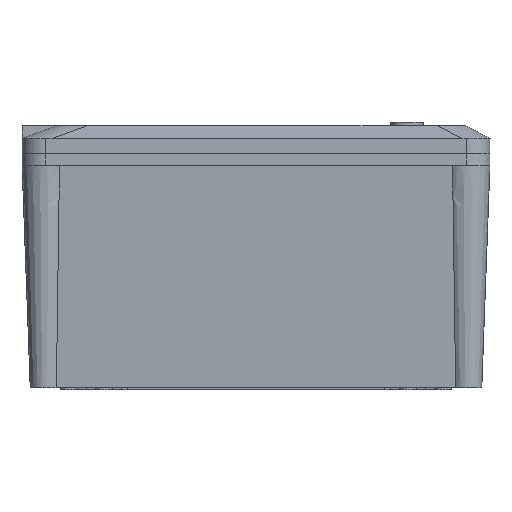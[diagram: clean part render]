
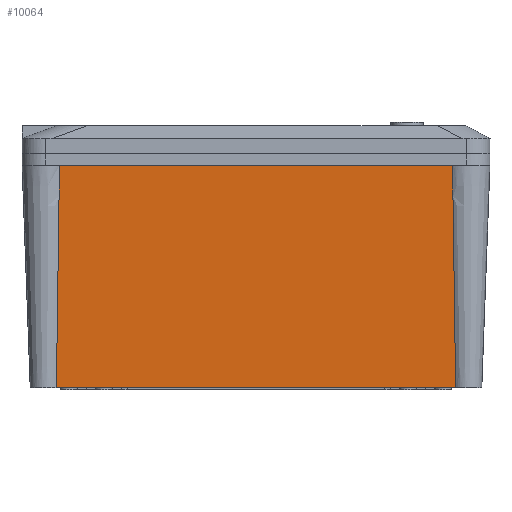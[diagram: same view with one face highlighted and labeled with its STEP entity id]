
A CAD part, front view. The second image highlights one B-rep face of the part: STEP entity #10064.
In plain terms, the highlighted planar face has unit normal (0, -0.999, -0.037).
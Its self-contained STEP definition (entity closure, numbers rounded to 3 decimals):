
#181 = CARTESIAN_POINT ( 'NONE',  ( -209.115, 11., -30. ) ) ;
#755 = CARTESIAN_POINT ( 'NONE',  ( -548.073, 5.002, 133.578 ) ) ;
#773 = CARTESIAN_POINT ( 'NONE',  ( -549.501, 9.001, 24.525 ) ) ;
#961 = VERTEX_POINT ( 'NONE', #1614 ) ;
#1047 = B_SPLINE_CURVE_WITH_KNOTS ( 'NONE', 3,
 ( #755, #1625, #4058, #4921 ),
 .UNSPECIFIED., .F., .F.,
 ( 4, 4 ),
 ( 0., 1. ),
 .UNSPECIFIED. ) ;
#1061 = EDGE_CURVE ( 'NONE', #3126, #4124, #6002, .T. ) ;
#1126 = CARTESIAN_POINT ( 'NONE',  ( -548.072, 5., 133.629 ) ) ;
#1237 = ORIENTED_EDGE ( 'NONE', *, *, #10516, .F. ) ;
#1291 = EDGE_LOOP ( 'NONE', ( #10375, #1237, #6816, #7790, #10198, #9138, #10105 ) ) ;
#1391 = VERTEX_POINT ( 'NONE', #1776 ) ;
#1614 = CARTESIAN_POINT ( 'NONE',  ( -548.072, 5., 133.629 ) ) ;
#1625 = CARTESIAN_POINT ( 'NONE',  ( -548.073, 5.001, 133.595 ) ) ;
#1776 = CARTESIAN_POINT ( 'NONE',  ( -211.724, 4.033, 160. ) ) ;
#1997 = CARTESIAN_POINT ( 'NONE',  ( -547.965, 4.685, 142.209 ) ) ;
#2279 = CARTESIAN_POINT ( 'NONE',  ( -550.354, 11., -30. ) ) ;
#2467 = DIRECTION ( 'NONE',  ( 0., 0.037, -0.999 ) ) ;
#2646 = EDGE_CURVE ( 'NONE', #3126, #9821, #8241, .T. ) ;
#2746 = CARTESIAN_POINT ( 'NONE',  ( -211.396, 5., 133.629 ) ) ;
#2858 = B_SPLINE_CURVE_WITH_KNOTS ( 'NONE', 3,
 ( #1126, #1997, #5306, #8597 ),
 .UNSPECIFIED., .F., .F.,
 ( 4, 4 ),
 ( 0., 1. ),
 .UNSPECIFIED. ) ;
#2890 = CARTESIAN_POINT ( 'NONE',  ( -210.71, 7., 79.085 ) ) ;
#2999 = CARTESIAN_POINT ( 'NONE',  ( -209.968, 9., 24.542 ) ) ;
#3013 = B_SPLINE_CURVE_WITH_KNOTS ( 'NONE', 3,
 ( #9385, #2890, #2999, #6310 ),
 .UNSPECIFIED., .F., .F.,
 ( 4, 4 ),
 ( 0.183, 0.347 ),
 .UNSPECIFIED. ) ;
#3126 = VERTEX_POINT ( 'NONE', #2279 ) ;
#3381 = PLANE ( 'NONE',  #7556 ) ;
#3934 = VECTOR ( 'NONE', #6919, 1000. ) ;
#4058 = CARTESIAN_POINT ( 'NONE',  ( -548.073, 5., 133.612 ) ) ;
#4075 = CARTESIAN_POINT ( 'NONE',  ( -548.073, 5.002, 133.578 ) ) ;
#4104 = LINE ( 'NONE', #8538, #9109 ) ;
#4124 = VERTEX_POINT ( 'NONE', #181 ) ;
#4149 = CARTESIAN_POINT ( 'NONE',  ( -211.396, 5., 133.629 ) ) ;
#4401 = EDGE_CURVE ( 'NONE', #1391, #4634, #4104, .T. ) ;
#4634 = VERTEX_POINT ( 'NONE', #8652 ) ;
#4859 = EDGE_CURVE ( 'NONE', #7999, #1391, #6239, .T. ) ;
#4921 = CARTESIAN_POINT ( 'NONE',  ( -548.072, 5., 133.629 ) ) ;
#4928 = EDGE_CURVE ( 'NONE', #7999, #4124, #3013, .T. ) ;
#5306 = CARTESIAN_POINT ( 'NONE',  ( -547.856, 4.362, 151. ) ) ;
#5841 = CARTESIAN_POINT ( 'NONE',  ( -548.072, 11., -30. ) ) ;
#6002 = LINE ( 'NONE', #9286, #3934 ) ;
#6239 = B_SPLINE_CURVE_WITH_KNOTS ( 'NONE', 3,
 ( #4149, #10137, #7606, #7447 ),
 .UNSPECIFIED., .F., .F.,
 ( 4, 4 ),
 ( 0., 1. ),
 .UNSPECIFIED. ) ;
#6310 = CARTESIAN_POINT ( 'NONE',  ( -209.115, 11., -30. ) ) ;
#6816 = ORIENTED_EDGE ( 'NONE', *, *, #2646, .F. ) ;
#6919 = DIRECTION ( 'NONE',  ( 1., 0., 0. ) ) ;
#7447 = CARTESIAN_POINT ( 'NONE',  ( -211.724, 4.033, 160. ) ) ;
#7556 = AXIS2_PLACEMENT_3D ( 'NONE', #5841, #9133, #2467 ) ;
#7606 = CARTESIAN_POINT ( 'NONE',  ( -211.615, 4.355, 151.21 ) ) ;
#7790 = ORIENTED_EDGE ( 'NONE', *, *, #1061, .T. ) ;
#7999 = VERTEX_POINT ( 'NONE', #2746 ) ;
#8087 = CARTESIAN_POINT ( 'NONE',  ( -548.759, 7.001, 79.051 ) ) ;
#8191 = CARTESIAN_POINT ( 'NONE',  ( -550.354, 11., -30. ) ) ;
#8241 = B_SPLINE_CURVE_WITH_KNOTS ( 'NONE', 3,
 ( #8191, #773, #8087, #4075 ),
 .UNSPECIFIED., .F., .F.,
 ( 4, 4 ),
 ( 0.125, 0.289 ),
 .UNSPECIFIED. ) ;
#8373 = FACE_OUTER_BOUND ( 'NONE', #1291, .T. ) ;
#8538 = CARTESIAN_POINT ( 'NONE',  ( -548.072, 4.033, 160. ) ) ;
#8597 = CARTESIAN_POINT ( 'NONE',  ( -547.745, 4.033, 160. ) ) ;
#8652 = CARTESIAN_POINT ( 'NONE',  ( -547.745, 4.033, 160. ) ) ;
#9019 = CARTESIAN_POINT ( 'NONE',  ( -548.073, 5.002, 133.578 ) ) ;
#9109 = VECTOR ( 'NONE', #9195, 1000. ) ;
#9133 = DIRECTION ( 'NONE',  ( 0., -0.999, -0.037 ) ) ;
#9138 = ORIENTED_EDGE ( 'NONE', *, *, #4859, .T. ) ;
#9195 = DIRECTION ( 'NONE',  ( -1., 0., 0. ) ) ;
#9286 = CARTESIAN_POINT ( 'NONE',  ( -548.072, 11., -30. ) ) ;
#9385 = CARTESIAN_POINT ( 'NONE',  ( -211.396, 5., 133.629 ) ) ;
#9791 = EDGE_CURVE ( 'NONE', #961, #4634, #2858, .T. ) ;
#9821 = VERTEX_POINT ( 'NONE', #9019 ) ;
#10064 = ADVANCED_FACE ( 'NONE', ( #8373 ), #3381, .T. ) ;
#10105 = ORIENTED_EDGE ( 'NONE', *, *, #4401, .T. ) ;
#10137 = CARTESIAN_POINT ( 'NONE',  ( -211.505, 4.678, 142.419 ) ) ;
#10198 = ORIENTED_EDGE ( 'NONE', *, *, #4928, .F. ) ;
#10375 = ORIENTED_EDGE ( 'NONE', *, *, #9791, .F. ) ;
#10516 = EDGE_CURVE ( 'NONE', #9821, #961, #1047, .T. ) ;
